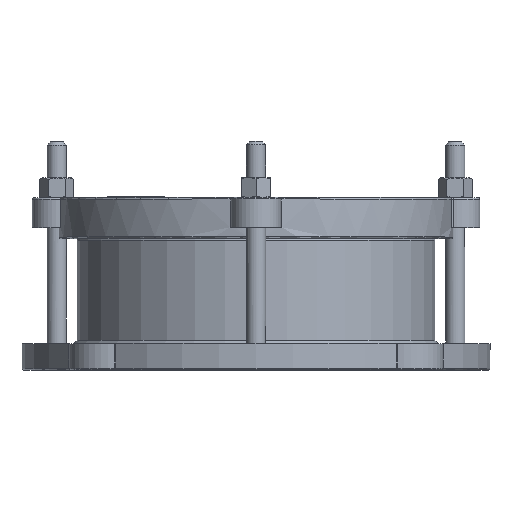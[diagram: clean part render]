
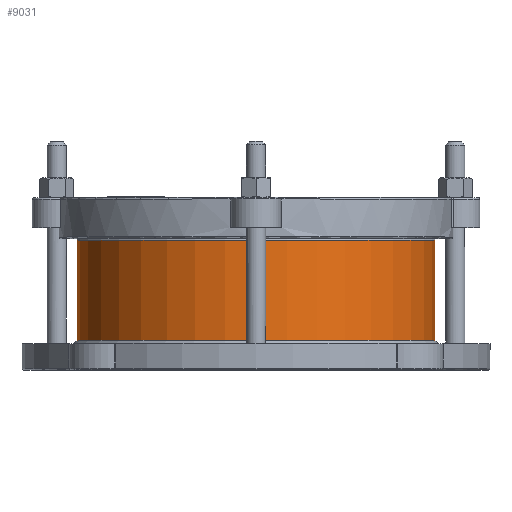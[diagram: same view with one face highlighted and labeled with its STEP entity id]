
A CAD part, top view. The second image highlights one B-rep face of the part: STEP entity #9031.
In plain terms, the highlighted cylindrical face has radius 109 mm (diameter 218 mm), a full revolution.
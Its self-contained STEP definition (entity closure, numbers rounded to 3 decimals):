
#114=CYLINDRICAL_SURFACE('',#9587,109.);
#338=CIRCLE('',#9585,109.);
#339=CIRCLE('',#9586,109.);
#340=CIRCLE('',#9588,109.);
#1139=FACE_OUTER_BOUND('',#1690,.T.);
#1690=EDGE_LOOP('',(#6581,#6582,#6583,#6584,#6585));
#2622=LINE('',#15273,#3198);
#3198=VECTOR('',#10955,109.);
#3801=VERTEX_POINT('',#15266);
#3802=VERTEX_POINT('',#15268);
#3803=VERTEX_POINT('',#15272);
#4783=EDGE_CURVE('',#3801,#3802,#338,.T.);
#4784=EDGE_CURVE('',#3802,#3801,#339,.T.);
#4785=EDGE_CURVE('',#3802,#3803,#2622,.T.);
#4786=EDGE_CURVE('',#3803,#3803,#340,.T.);
#6581=ORIENTED_EDGE('',*,*,#4783,.F.);
#6582=ORIENTED_EDGE('',*,*,#4784,.F.);
#6583=ORIENTED_EDGE('',*,*,#4785,.T.);
#6584=ORIENTED_EDGE('',*,*,#4786,.F.);
#6585=ORIENTED_EDGE('',*,*,#4785,.F.);
#9031=ADVANCED_FACE('',(#1139),#114,.T.);
#9585=AXIS2_PLACEMENT_3D('',#15269,#10949,#10950);
#9586=AXIS2_PLACEMENT_3D('',#15270,#10951,#10952);
#9587=AXIS2_PLACEMENT_3D('',#15271,#10953,#10954);
#9588=AXIS2_PLACEMENT_3D('',#15274,#10956,#10957);
#10949=DIRECTION('center_axis',(0.,1.,0.));
#10950=DIRECTION('ref_axis',(1.,0.,0.));
#10951=DIRECTION('center_axis',(0.,1.,0.));
#10952=DIRECTION('ref_axis',(1.,0.,0.));
#10953=DIRECTION('center_axis',(0.,1.,0.));
#10954=DIRECTION('ref_axis',(-1.,0.,0.));
#10955=DIRECTION('',(0.,-1.,0.));
#10956=DIRECTION('center_axis',(0.,-1.,0.));
#10957=DIRECTION('ref_axis',(-1.,0.,0.));
#15266=CARTESIAN_POINT('',(0.,79.,-109.));
#15268=CARTESIAN_POINT('',(109.,79.,0.));
#15269=CARTESIAN_POINT('Origin',(0.,79.,0.));
#15270=CARTESIAN_POINT('Origin',(0.,79.,0.));
#15271=CARTESIAN_POINT('Origin',(0.,0.,0.));
#15272=CARTESIAN_POINT('',(109.,18.,0.));
#15273=CARTESIAN_POINT('',(109.,0.,0.));
#15274=CARTESIAN_POINT('Origin',(0.,18.,0.));
